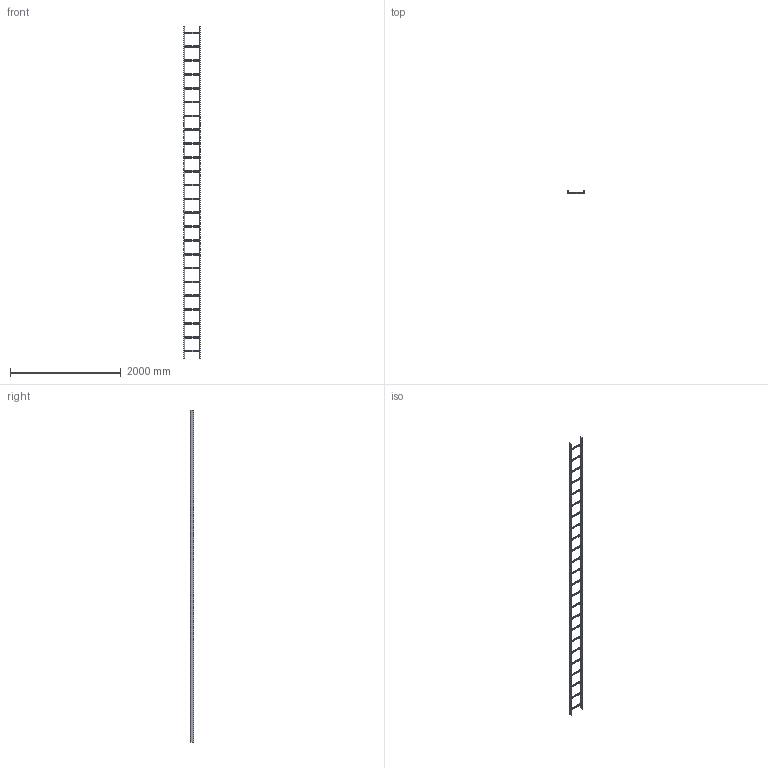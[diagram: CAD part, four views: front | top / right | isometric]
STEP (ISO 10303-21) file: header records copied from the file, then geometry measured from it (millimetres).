
FILE_DESCRIPTION (( 'STEP AP203' ), '1' );
FILE_NAME ('10-02-1218.STEP', '2013-05-02T07:39:47', ( 'asennus' ), ( '' ), 'SwSTEP 2.0', 'SolidWorks 2013', '' );
FILE_SCHEMA (( 'CONFIG_CONTROL_DESIGN' ));
Length unit declared in the file: millimetre
Products named in the file (1): 10-02-1218
Bounding box: 300 x 60 x 6000 mm (x, y, z)
Volume: 3534287 mm3; surface area: 3956054.5 mm2
Topology: 26 solids, 26 shells, 2420 faces, 5952 edges, 3584 vertices
Faces by surface type: plane 1548, cylinder 872
Entity records: 71039 total; most frequent: DIRECTION 12538, CARTESIAN_POINT 11957, ORIENTED_EDGE 11904, EDGE_CURVE 5952, LINE 4208, VECTOR 4208, AXIS2_PLACEMENT_3D 4165, VERTEX_POINT 3584
